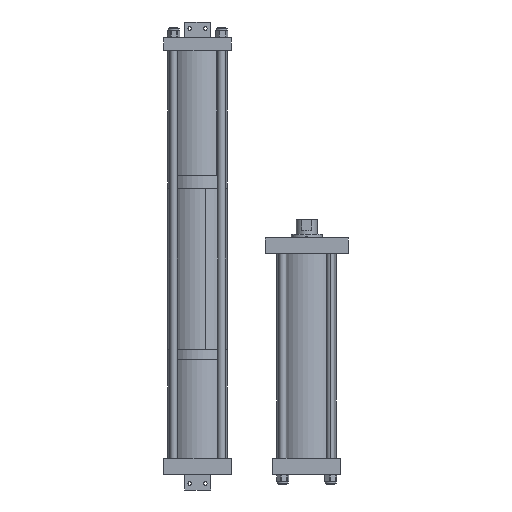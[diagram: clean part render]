
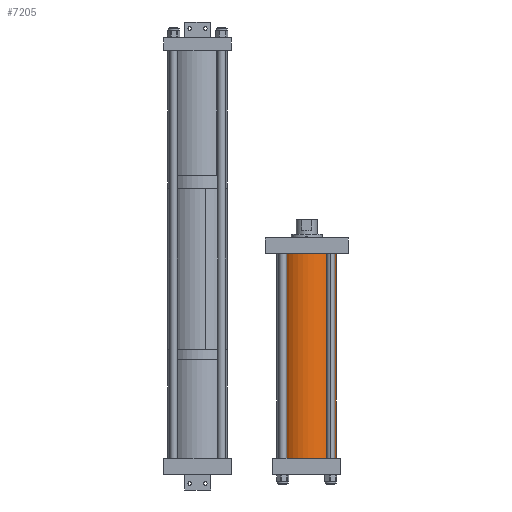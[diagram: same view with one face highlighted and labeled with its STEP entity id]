
A CAD part, front view. The second image highlights one B-rep face of the part: STEP entity #7205.
In plain terms, the highlighted cylindrical face has radius 73.025 mm (diameter 146.05 mm), a partial arc.
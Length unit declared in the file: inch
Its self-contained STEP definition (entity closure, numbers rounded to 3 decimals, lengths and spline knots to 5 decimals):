
#105 = AXIS2_PLACEMENT_3D ( 'NONE', #4251, #1395, #1714 ) ;
#819 = CARTESIAN_POINT ( 'NONE',  ( 2.875, 0., 19.689 ) ) ;
#1376 = EDGE_CURVE ( 'NONE', #4291, #5083, #1837, .T. ) ;
#1395 = DIRECTION ( 'NONE',  ( 0., 0., -1. ) ) ;
#1574 = AXIS2_PLACEMENT_3D ( 'NONE', #7773, #8931, #6643 ) ;
#1702 = ORIENTED_EDGE ( 'NONE', *, *, #4837, .F. ) ;
#1714 = DIRECTION ( 'NONE',  ( -1., 0., 0. ) ) ;
#1837 = LINE ( 'NONE', #8473, #11152 ) ;
#2235 = CIRCLE ( 'NONE', #1574, 2.875 ) ;
#2485 = FACE_OUTER_BOUND ( 'NONE', #14545, .T. ) ;
#2714 = LINE ( 'NONE', #15137, #3655 ) ;
#3109 = DIRECTION ( 'NONE',  ( 0., 0., -1. ) ) ;
#3655 = VECTOR ( 'NONE', #3109, 39.37008 ) ;
#4251 = CARTESIAN_POINT ( 'NONE',  ( 0., 0., 19.689 ) ) ;
#4291 = VERTEX_POINT ( 'NONE', #819 ) ;
#4837 = EDGE_CURVE ( 'NONE', #14140, #4291, #8593, .T. ) ;
#5083 = VERTEX_POINT ( 'NONE', #13346 ) ;
#5176 = VERTEX_POINT ( 'NONE', #13769 ) ;
#5350 = EDGE_CURVE ( 'NONE', #14140, #5176, #2714, .T. ) ;
#5760 = ORIENTED_EDGE ( 'NONE', *, *, #5350, .T. ) ;
#6065 = CYLINDRICAL_SURFACE ( 'NONE', #105, 2.875 ) ;
#6643 = DIRECTION ( 'NONE',  ( 1., 0., 0. ) ) ;
#7003 = CARTESIAN_POINT ( 'NONE',  ( 0., 0., 19.689 ) ) ;
#7016 = ORIENTED_EDGE ( 'NONE', *, *, #1376, .F. ) ;
#7055 = DIRECTION ( 'NONE',  ( 0., 0., 1. ) ) ;
#7205 = ADVANCED_FACE ( 'NONE', ( #2485 ), #6065, .T. ) ;
#7773 = CARTESIAN_POINT ( 'NONE',  ( 0., 0., 0. ) ) ;
#8264 = AXIS2_PLACEMENT_3D ( 'NONE', #7003, #7055, #12052 ) ;
#8473 = CARTESIAN_POINT ( 'NONE',  ( 2.875, 0., 19.689 ) ) ;
#8593 = CIRCLE ( 'NONE', #8264, 2.875 ) ;
#8931 = DIRECTION ( 'NONE',  ( 0., 0., 1. ) ) ;
#9459 = EDGE_CURVE ( 'NONE', #5176, #5083, #2235, .T. ) ;
#9751 = DIRECTION ( 'NONE',  ( 0., 0., -1. ) ) ;
#11152 = VECTOR ( 'NONE', #9751, 39.37008 ) ;
#12052 = DIRECTION ( 'NONE',  ( 1., 0., 0. ) ) ;
#13239 = CARTESIAN_POINT ( 'NONE',  ( -2.875, 0., 19.689 ) ) ;
#13346 = CARTESIAN_POINT ( 'NONE',  ( 2.875, 0., 0. ) ) ;
#13769 = CARTESIAN_POINT ( 'NONE',  ( -2.875, 0., 0. ) ) ;
#14140 = VERTEX_POINT ( 'NONE', #13239 ) ;
#14359 = ORIENTED_EDGE ( 'NONE', *, *, #9459, .T. ) ;
#14545 = EDGE_LOOP ( 'NONE', ( #7016, #1702, #5760, #14359 ) ) ;
#15137 = CARTESIAN_POINT ( 'NONE',  ( -2.875, 0., 19.689 ) ) ;
